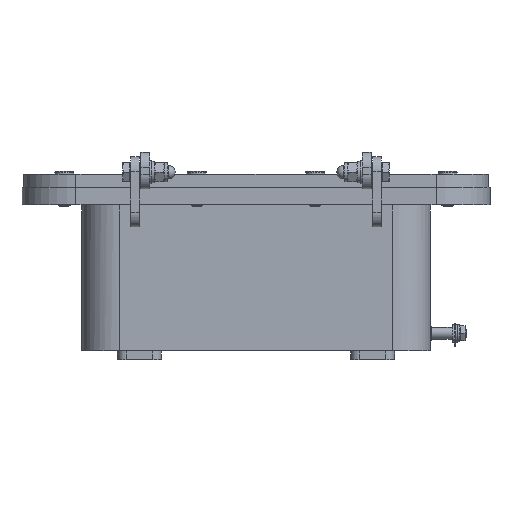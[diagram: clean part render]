
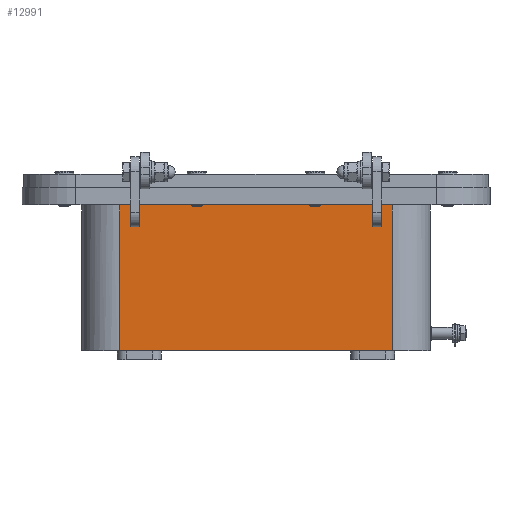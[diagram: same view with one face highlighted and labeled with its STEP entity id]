
A CAD part, left-side view. The second image highlights one B-rep face of the part: STEP entity #12991.
In plain terms, the highlighted planar face has unit normal (-1, 0, 0).
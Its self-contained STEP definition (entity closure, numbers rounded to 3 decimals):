
#66 = ORIENTED_EDGE ( 'NONE', *, *, #14196, .T. ) ;
#159 = LINE ( 'NONE', #19112, #7439 ) ;
#712 = CARTESIAN_POINT ( 'NONE',  ( -66.5, 93.5, -100. ) ) ;
#1313 = VERTEX_POINT ( 'NONE', #5358 ) ;
#1473 = DIRECTION ( 'NONE',  ( 0., -1., 0. ) ) ;
#1686 = VERTEX_POINT ( 'NONE', #3761 ) ;
#2214 = CARTESIAN_POINT ( 'NONE',  ( -66.5, -93.5, -100. ) ) ;
#2624 = EDGE_CURVE ( 'NONE', #1686, #3650, #159, .T. ) ;
#2927 = VECTOR ( 'NONE', #8474, 1000. ) ;
#3650 = VERTEX_POINT ( 'NONE', #8846 ) ;
#3761 = CARTESIAN_POINT ( 'NONE',  ( -66.5, 93.5, 0. ) ) ;
#3785 = DIRECTION ( 'NONE',  ( 0., 0., 1. ) ) ;
#3933 = EDGE_CURVE ( 'NONE', #19055, #8716, #10272, .T. ) ;
#5296 = VECTOR ( 'NONE', #1473, 1000. ) ;
#5358 = CARTESIAN_POINT ( 'NONE',  ( -66.5, -93.5, -100. ) ) ;
#6309 = VECTOR ( 'NONE', #17395, 1000. ) ;
#7439 = VECTOR ( 'NONE', #14497, 1000. ) ;
#8162 = CARTESIAN_POINT ( 'NONE',  ( -66.5, 65., -100. ) ) ;
#8196 = DIRECTION ( 'NONE',  ( -1., 0., 0. ) ) ;
#8474 = DIRECTION ( 'NONE',  ( 0., 0., 1. ) ) ;
#8716 = VERTEX_POINT ( 'NONE', #8162 ) ;
#8846 = CARTESIAN_POINT ( 'NONE',  ( -66.5, -93.5, 0. ) ) ;
#9498 = FACE_OUTER_BOUND ( 'NONE', #13442, .T. ) ;
#9511 = PLANE ( 'NONE',  #10420 ) ;
#10265 = VERTEX_POINT ( 'NONE', #14559 ) ;
#10272 = LINE ( 'NONE', #15889, #6309 ) ;
#10420 = AXIS2_PLACEMENT_3D ( 'NONE', #2214, #8196, #3785 ) ;
#10479 = CARTESIAN_POINT ( 'NONE',  ( -66.5, 93.5, -100. ) ) ;
#11096 = EDGE_CURVE ( 'NONE', #8716, #10265, #12349, .T. ) ;
#11141 = DIRECTION ( 'NONE',  ( 0., -1., 0. ) ) ;
#11980 = EDGE_CURVE ( 'NONE', #1313, #3650, #18860, .T. ) ;
#12151 = EDGE_CURVE ( 'NONE', #19055, #1686, #18610, .T. ) ;
#12349 = LINE ( 'NONE', #712, #14704 ) ;
#12503 = VECTOR ( 'NONE', #13124, 1000. ) ;
#12783 = LINE ( 'NONE', #10479, #5296 ) ;
#12991 = ADVANCED_FACE ( 'NONE', ( #9498 ), #9511, .T. ) ;
#13072 = ORIENTED_EDGE ( 'NONE', *, *, #2624, .F. ) ;
#13124 = DIRECTION ( 'NONE',  ( 0., 0., 1. ) ) ;
#13442 = EDGE_LOOP ( 'NONE', ( #18602, #13072, #18676, #15604, #15125, #66 ) ) ;
#14196 = EDGE_CURVE ( 'NONE', #10265, #1313, #12783, .T. ) ;
#14497 = DIRECTION ( 'NONE',  ( 0., -1., 0. ) ) ;
#14559 = CARTESIAN_POINT ( 'NONE',  ( -66.5, -65., -100. ) ) ;
#14704 = VECTOR ( 'NONE', #11141, 1000. ) ;
#15125 = ORIENTED_EDGE ( 'NONE', *, *, #11096, .T. ) ;
#15604 = ORIENTED_EDGE ( 'NONE', *, *, #3933, .T. ) ;
#15889 = CARTESIAN_POINT ( 'NONE',  ( -66.5, 93.5, -100. ) ) ;
#17395 = DIRECTION ( 'NONE',  ( 0., -1., 0. ) ) ;
#17740 = CARTESIAN_POINT ( 'NONE',  ( -66.5, 93.5, -100. ) ) ;
#18602 = ORIENTED_EDGE ( 'NONE', *, *, #11980, .T. ) ;
#18610 = LINE ( 'NONE', #17740, #12503 ) ;
#18676 = ORIENTED_EDGE ( 'NONE', *, *, #12151, .F. ) ;
#18783 = CARTESIAN_POINT ( 'NONE',  ( -66.5, -93.5, -100. ) ) ;
#18860 = LINE ( 'NONE', #18783, #2927 ) ;
#18940 = CARTESIAN_POINT ( 'NONE',  ( -66.5, 93.5, -100. ) ) ;
#19055 = VERTEX_POINT ( 'NONE', #18940 ) ;
#19112 = CARTESIAN_POINT ( 'NONE',  ( -66.5, -59.75, 0. ) ) ;
